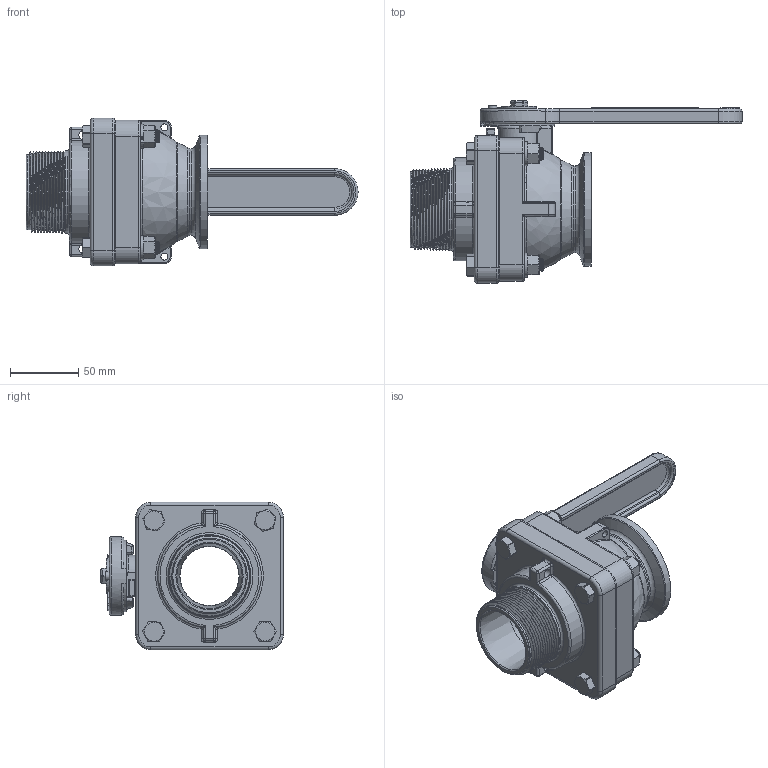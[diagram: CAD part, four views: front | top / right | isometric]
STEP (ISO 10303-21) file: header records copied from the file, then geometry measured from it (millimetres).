
FILE_DESCRIPTION(/* description */ ('2"FP STUBBY MANIFOLD VALVE w/ MALE THREAD EP'),/* implementation_level */ '2;1');
FILE_NAME(/* name */ 'MVSMT220FP.stp',/* time_stamp */ '2022-09-15T11:16:19-04:00',/* author */ ('ALR'),/* organization */ (''),/* preprocessor_version */ 'ST-DEVELOPER v18.1',/* originating_system */ 'Autodesk Inventor 2022',/* authorisation */ '');
FILE_SCHEMA (('AUTOMOTIVE_DESIGN { 1 0 10303 214 3 1 1 }'));
Products named in the file (21): MVSMT220FP; MV25254; MV25254X; V20010SS; V20018; V20019; V20020; V20021; A93M250V; VS20151; V20151; VS25153; VS25255; VS25255M; VS25255X; VS25258AR1; VSMT25356; VSMT25356X; V20163; SB075100188T; V20060
Assembly tree (30 placements, depth 4):
  MVSMT220FP
    MV25254
      MV25254X
    V20010SS  x4
    V20018  x4
    V20019  x4
    V20020
    V20021
    A93M250V
    VS20151
      V20151
    VS25153
    VS25255
      VS25255M
        VS25255X
    VS25258AR1  x2
    VSMT25356
      VSMT25356X
    V20163
    SB075100188T
    V20060
Bounding box: 242.57 x 133.5 x 107.95 mm (x, y, z)
Volume: 643119.9 mm3; surface area: 190815.4 mm2
Topology: 26 solids, 27 shells, 1952 faces, 4552 edges, 2701 vertices
Faces by surface type: plane 612, cylinder 596, cone 476, bspline 150, torus 101, sphere 17
Full cylindrical faces by diameter (mm): 2.997 x1, 4.978 x1, 5.08 x2, 6.35 x1, 6.604 x2, 7.144 x1, 8.915 x4, 9.525 x4, 11.176 x4, 11.684 x4, 18.923 x1, 19.05 x2, 19.304 x1, 23.063 x1, 23.812 x1, 24.13 x1, 25.349 x1, 25.4 x1, 25.527 x1, 44.196 x1, 46.99 x1, 50.8 x1, 51.435 x2, 54.102 x2, 55.118 x1, 60.452 x1, 61.265 x2, 61.366 x2, 63.5 x1, 66.548 x1
Entity records: 50026 total; most frequent: CARTESIAN_POINT 20040, ORIENTED_EDGE 6158, DIRECTION 5839, EDGE_CURVE 3079, AXIS2_PLACEMENT_3D 2027, VERTEX_POINT 1912, LINE 1785, VECTOR 1785
